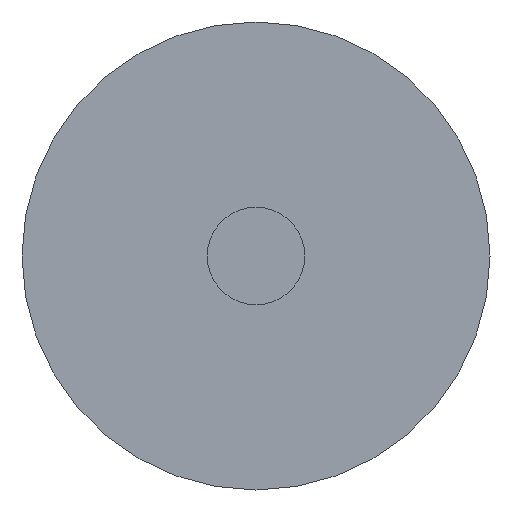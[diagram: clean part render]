
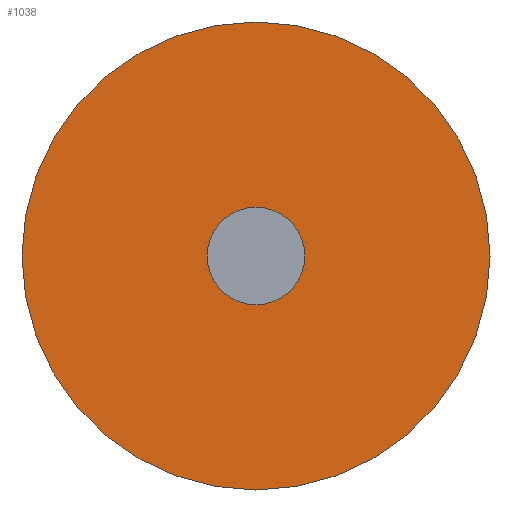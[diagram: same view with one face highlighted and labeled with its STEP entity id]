
A CAD part, front view. The second image highlights one B-rep face of the part: STEP entity #1038.
In plain terms, the highlighted planar face has unit normal (0, -1, 0).
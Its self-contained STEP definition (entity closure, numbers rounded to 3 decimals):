
#18=FACE_BOUND('',#150,.T.);
#26=PLANE('',#1123);
#87=FACE_OUTER_BOUND('',#149,.T.);
#149=EDGE_LOOP('',(#918));
#150=EDGE_LOOP('',(#919));
#165=CIRCLE('',#1108,5.);
#166=CIRCLE('',#1110,24.);
#459=VERTEX_POINT('',#5589);
#460=VERTEX_POINT('',#5593);
#605=EDGE_CURVE('',#459,#459,#165,.T.);
#606=EDGE_CURVE('',#460,#460,#166,.T.);
#918=ORIENTED_EDGE('',*,*,#606,.T.);
#919=ORIENTED_EDGE('',*,*,#605,.F.);
#1038=ADVANCED_FACE('',(#87,#18),#26,.F.);
#1108=AXIS2_PLACEMENT_3D('',#5591,#1268,#1269);
#1110=AXIS2_PLACEMENT_3D('',#5594,#1272,#1273);
#1123=AXIS2_PLACEMENT_3D('',#5638,#1313,#1314);
#1268=DIRECTION('center_axis',(0.,-1.,0.));
#1269=DIRECTION('ref_axis',(1.,0.,0.));
#1272=DIRECTION('center_axis',(0.,-1.,0.));
#1273=DIRECTION('ref_axis',(1.,0.,0.));
#1313=DIRECTION('center_axis',(0.,1.,0.));
#1314=DIRECTION('ref_axis',(-1.,0.,0.));
#5589=CARTESIAN_POINT('',(-5.,0.,0.));
#5591=CARTESIAN_POINT('Origin',(0.,0.,
0.));
#5593=CARTESIAN_POINT('',(-24.,0.,0.));
#5594=CARTESIAN_POINT('Origin',(0.,0.,
0.));
#5638=CARTESIAN_POINT('Origin',(-24.,0.,0.));
